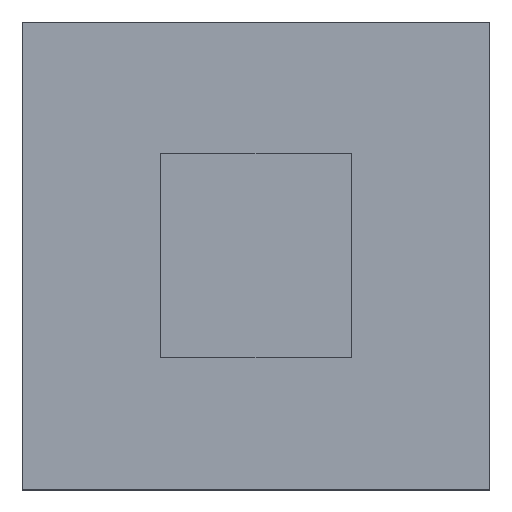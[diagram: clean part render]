
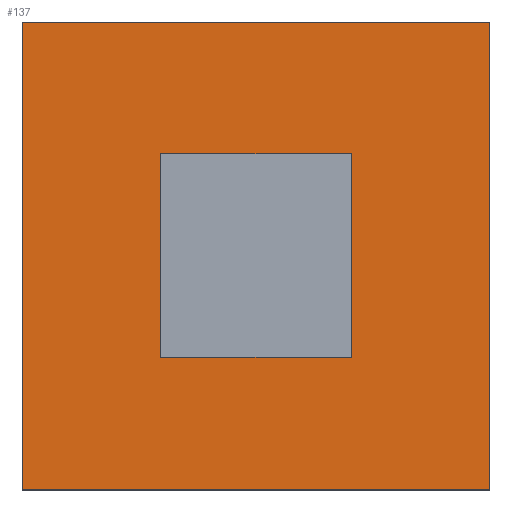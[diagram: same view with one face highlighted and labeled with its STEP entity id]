
A CAD part, top view. The second image highlights one B-rep face of the part: STEP entity #137.
In plain terms, the highlighted planar face has unit normal (0, 0, 1).
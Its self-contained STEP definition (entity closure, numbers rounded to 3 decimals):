
#12 = CARTESIAN_POINT ( 'NONE',  ( 28.6, 30.457, 120. ) ) ;
#17 = ORIENTED_EDGE ( 'NONE', *, *, #368, .T. ) ;
#20 = DIRECTION ( 'NONE',  ( -1., 0., 0. ) ) ;
#38 = ORIENTED_EDGE ( 'NONE', *, *, #240, .F. ) ;
#40 = CARTESIAN_POINT ( 'NONE',  ( -28.6, 30.457, 120. ) ) ;
#46 = DIRECTION ( 'NONE',  ( 0., -1., 0. ) ) ;
#50 = LINE ( 'NONE', #369, #298 ) ;
#51 = VERTEX_POINT ( 'NONE', #237 ) ;
#55 = EDGE_CURVE ( 'NONE', #219, #246, #64, .T. ) ;
#56 = DIRECTION ( 'NONE',  ( 1., 0., 0. ) ) ;
#59 = DIRECTION ( 'NONE',  ( -1., 0., 0. ) ) ;
#62 = LINE ( 'NONE', #229, #89 ) ;
#64 = LINE ( 'NONE', #351, #220 ) ;
#68 = ORIENTED_EDGE ( 'NONE', *, *, #273, .F. ) ;
#80 = LINE ( 'NONE', #84, #311 ) ;
#84 = CARTESIAN_POINT ( 'NONE',  ( -28.6, 30.457, 120. ) ) ;
#89 = VECTOR ( 'NONE', #375, 1000. ) ;
#90 = CARTESIAN_POINT ( 'NONE',  ( 0., 0., 120. ) ) ;
#99 = VERTEX_POINT ( 'NONE', #379 ) ;
#110 = VERTEX_POINT ( 'NONE', #239 ) ;
#126 = VECTOR ( 'NONE', #134, 1000. ) ;
#128 = ORIENTED_EDGE ( 'NONE', *, *, #55, .F. ) ;
#134 = DIRECTION ( 'NONE',  ( 1., 0., 0. ) ) ;
#137 = ADVANCED_FACE ( 'NONE', ( #301, #352 ), #210, .T. ) ;
#141 = LINE ( 'NONE', #286, #244 ) ;
#145 = DIRECTION ( 'NONE',  ( 0., 0., 1. ) ) ;
#156 = EDGE_LOOP ( 'NONE', ( #361, #370, #200, #17 ) ) ;
#165 = DIRECTION ( 'NONE',  ( 0., 1., 0. ) ) ;
#185 = VERTEX_POINT ( 'NONE', #40 ) ;
#200 = ORIENTED_EDGE ( 'NONE', *, *, #347, .T. ) ;
#201 = CARTESIAN_POINT ( 'NONE',  ( -70., 70., 120. ) ) ;
#203 = CARTESIAN_POINT ( 'NONE',  ( -70., -70., 120. ) ) ;
#205 = VECTOR ( 'NONE', #20, 1000. ) ;
#210 = PLANE ( 'NONE',  #335 ) ;
#219 = VERTEX_POINT ( 'NONE', #338 ) ;
#220 = VECTOR ( 'NONE', #56, 1000. ) ;
#221 = LINE ( 'NONE', #201, #205 ) ;
#225 = LINE ( 'NONE', #371, #230 ) ;
#226 = EDGE_CURVE ( 'NONE', #99, #51, #221, .T. ) ;
#229 = CARTESIAN_POINT ( 'NONE',  ( -70., 70., 120. ) ) ;
#230 = VECTOR ( 'NONE', #59, 1000. ) ;
#233 = LINE ( 'NONE', #203, #126 ) ;
#234 = DIRECTION ( 'NONE',  ( 0., 1., 0. ) ) ;
#237 = CARTESIAN_POINT ( 'NONE',  ( -70., 70., 120. ) ) ;
#239 = CARTESIAN_POINT ( 'NONE',  ( 70., -70., 120. ) ) ;
#240 = EDGE_CURVE ( 'NONE', #246, #284, #141, .T. ) ;
#244 = VECTOR ( 'NONE', #234, 1000. ) ;
#246 = VERTEX_POINT ( 'NONE', #260 ) ;
#260 = CARTESIAN_POINT ( 'NONE',  ( 28.6, -30.457, 120. ) ) ;
#273 = EDGE_CURVE ( 'NONE', #185, #219, #80, .T. ) ;
#278 = ORIENTED_EDGE ( 'NONE', *, *, #342, .F. ) ;
#284 = VERTEX_POINT ( 'NONE', #12 ) ;
#286 = CARTESIAN_POINT ( 'NONE',  ( 28.6, 30.457, 120. ) ) ;
#291 = EDGE_LOOP ( 'NONE', ( #38, #128, #68, #278 ) ) ;
#298 = VECTOR ( 'NONE', #165, 1000. ) ;
#301 = FACE_BOUND ( 'NONE', #291, .T. ) ;
#311 = VECTOR ( 'NONE', #46, 1000. ) ;
#318 = EDGE_CURVE ( 'NONE', #110, #99, #50, .T. ) ;
#328 = DIRECTION ( 'NONE',  ( 1., 0., 0. ) ) ;
#335 = AXIS2_PLACEMENT_3D ( 'NONE', #90, #145, #328 ) ;
#338 = CARTESIAN_POINT ( 'NONE',  ( -28.6, -30.457, 120. ) ) ;
#342 = EDGE_CURVE ( 'NONE', #284, #185, #225, .T. ) ;
#343 = VERTEX_POINT ( 'NONE', #344 ) ;
#344 = CARTESIAN_POINT ( 'NONE',  ( -70., -70., 120. ) ) ;
#347 = EDGE_CURVE ( 'NONE', #51, #343, #62, .T. ) ;
#351 = CARTESIAN_POINT ( 'NONE',  ( -28.6, -30.457, 120. ) ) ;
#352 = FACE_OUTER_BOUND ( 'NONE', #156, .T. ) ;
#361 = ORIENTED_EDGE ( 'NONE', *, *, #318, .T. ) ;
#368 = EDGE_CURVE ( 'NONE', #343, #110, #233, .T. ) ;
#369 = CARTESIAN_POINT ( 'NONE',  ( 70., 70., 120. ) ) ;
#370 = ORIENTED_EDGE ( 'NONE', *, *, #226, .T. ) ;
#371 = CARTESIAN_POINT ( 'NONE',  ( -28.6, 30.457, 120. ) ) ;
#375 = DIRECTION ( 'NONE',  ( 0., -1., 0. ) ) ;
#379 = CARTESIAN_POINT ( 'NONE',  ( 70., 70., 120. ) ) ;
